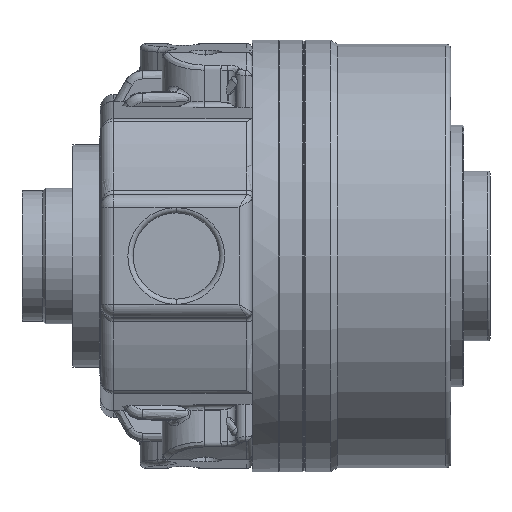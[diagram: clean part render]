
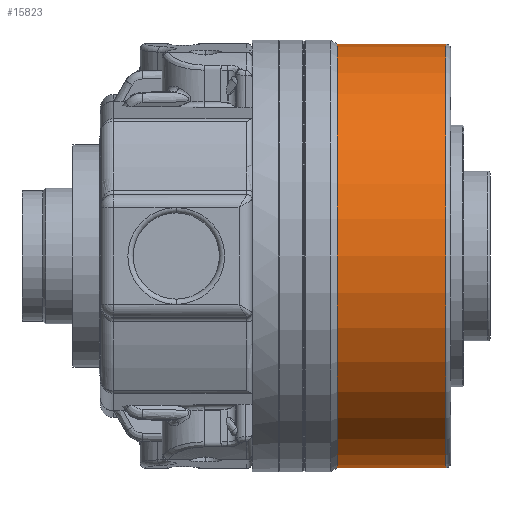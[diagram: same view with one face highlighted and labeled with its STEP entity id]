
A CAD part, front view. The second image highlights one B-rep face of the part: STEP entity #15823.
In plain terms, the highlighted cylindrical face has radius 81 mm (diameter 162 mm), a partial arc.
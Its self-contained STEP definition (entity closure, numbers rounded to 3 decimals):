
#952 = EDGE_LOOP ( 'NONE', ( #20022, #17185, #16447, #4553 ) ) ;
#2199 = VERTEX_POINT ( 'NONE', #13350 ) ;
#3053 = LINE ( 'NONE', #39230, #31988 ) ;
#3228 = LINE ( 'NONE', #22934, #41138 ) ;
#4553 = ORIENTED_EDGE ( 'NONE', *, *, #19795, .F. ) ;
#4712 = VERTEX_POINT ( 'NONE', #31962 ) ;
#6795 = AXIS2_PLACEMENT_3D ( 'NONE', #33670, #39328, #26322 ) ;
#8005 = EDGE_CURVE ( 'NONE', #2199, #40792, #19966, .T. ) ;
#10071 = DIRECTION ( 'NONE',  ( -1., 0., 0. ) ) ;
#10885 = CYLINDRICAL_SURFACE ( 'NONE', #21170, 81. ) ;
#11293 = CARTESIAN_POINT ( 'NONE',  ( 79., 0., 0. ) ) ;
#13350 = CARTESIAN_POINT ( 'NONE',  ( 133., 0., -81. ) ) ;
#15823 = ADVANCED_FACE ( 'NONE', ( #31055 ), #10885, .T. ) ;
#16447 = ORIENTED_EDGE ( 'NONE', *, *, #32392, .T. ) ;
#16874 = CIRCLE ( 'NONE', #39655, 81. ) ;
#17185 = ORIENTED_EDGE ( 'NONE', *, *, #8005, .T. ) ;
#19795 = EDGE_CURVE ( 'NONE', #4712, #25470, #16874, .T. ) ;
#19966 = CIRCLE ( 'NONE', #6795, 81. ) ;
#20022 = ORIENTED_EDGE ( 'NONE', *, *, #34775, .F. ) ;
#20912 = CARTESIAN_POINT ( 'NONE',  ( 91.598, 0., 0. ) ) ;
#21170 = AXIS2_PLACEMENT_3D ( 'NONE', #11293, #24536, #34053 ) ;
#22934 = CARTESIAN_POINT ( 'NONE',  ( 79., 0., -81. ) ) ;
#24536 = DIRECTION ( 'NONE',  ( -1., 0., 0. ) ) ;
#25470 = VERTEX_POINT ( 'NONE', #28134 ) ;
#26207 = DIRECTION ( 'NONE',  ( -1., 0., 0. ) ) ;
#26322 = DIRECTION ( 'NONE',  ( 0., 0., 1. ) ) ;
#28134 = CARTESIAN_POINT ( 'NONE',  ( 91.598, 0., 81. ) ) ;
#30114 = DIRECTION ( 'NONE',  ( -1., 0., 0. ) ) ;
#31055 = FACE_OUTER_BOUND ( 'NONE', #952, .T. ) ;
#31962 = CARTESIAN_POINT ( 'NONE',  ( 91.598, 0., -81. ) ) ;
#31988 = VECTOR ( 'NONE', #30114, 1000. ) ;
#32392 = EDGE_CURVE ( 'NONE', #40792, #25470, #3053, .T. ) ;
#32478 = CARTESIAN_POINT ( 'NONE',  ( 133., 0., 81. ) ) ;
#33670 = CARTESIAN_POINT ( 'NONE',  ( 133., 0., 0. ) ) ;
#34053 = DIRECTION ( 'NONE',  ( 0., 0., 1. ) ) ;
#34775 = EDGE_CURVE ( 'NONE', #2199, #4712, #3228, .T. ) ;
#39230 = CARTESIAN_POINT ( 'NONE',  ( 79., 0., 81. ) ) ;
#39328 = DIRECTION ( 'NONE',  ( -1., 0., 0. ) ) ;
#39655 = AXIS2_PLACEMENT_3D ( 'NONE', #20912, #10071, #40423 ) ;
#40423 = DIRECTION ( 'NONE',  ( 0., 0., 1. ) ) ;
#40792 = VERTEX_POINT ( 'NONE', #32478 ) ;
#41138 = VECTOR ( 'NONE', #26207, 1000. ) ;
